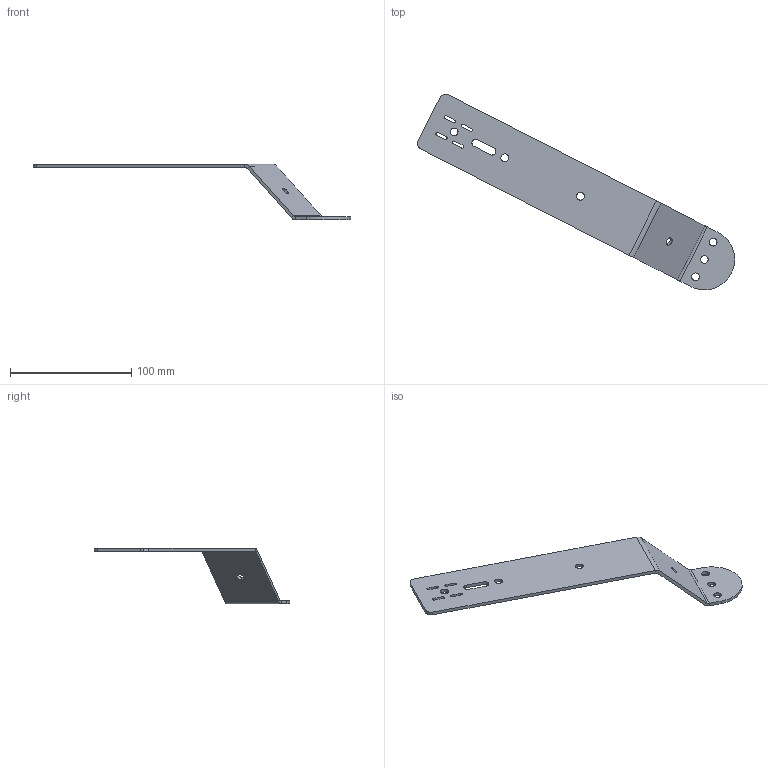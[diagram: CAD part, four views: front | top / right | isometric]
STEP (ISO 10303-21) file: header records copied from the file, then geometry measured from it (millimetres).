
FILE_DESCRIPTION (( 'STEP AP203' ), '1' );
FILE_NAME ('ENCODER MOUNT ARM- PERMOBIL F3.STEP', '2023-06-05T18:22:02', ( '' ), ( '' ), 'SwSTEP 2.0', 'SolidWorks 2020', '' );
FILE_SCHEMA (( 'CONFIG_CONTROL_DESIGN' ));
Length unit declared in the file: millimetre
Products named in the file (1): ENCODER MOUNT ARM- PERMOBIL F3
Bounding box: 261.39 x 161.07 x 45.96 mm (x, y, z)
Volume: 37554.3 mm3; surface area: 30790.8 mm2
Topology: 1 solids, 1 shells, 64 faces, 170 edges, 108 vertices
Faces by surface type: cylinder 37, plane 27
Entity records: 2125 total; most frequent: DIRECTION 374, CARTESIAN_POINT 343, ORIENTED_EDGE 340, EDGE_CURVE 170, AXIS2_PLACEMENT_3D 139, VERTEX_POINT 108, VECTOR 96, LINE 96
